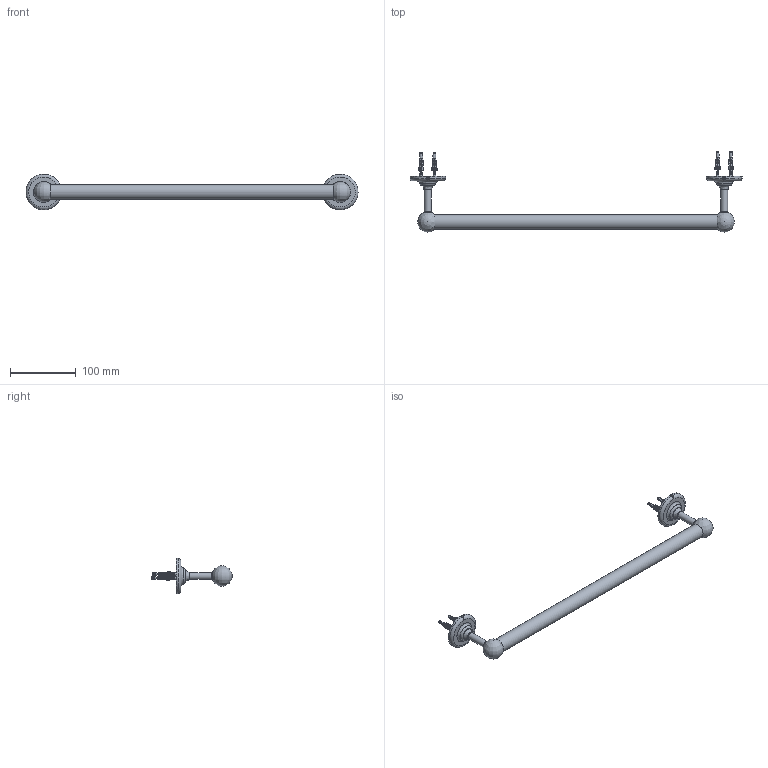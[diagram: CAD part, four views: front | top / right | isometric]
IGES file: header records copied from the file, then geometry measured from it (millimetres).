
Global section: file name: N4355-45-G; native system: Autodesk Inventor 2014; preprocessor: unknown; author: aprice; date: 20140707.154214; units: millimetre
Bounding box: 504 x 122 x 54 mm (x, y, z)
Volume: 228354.3 mm3; surface area: 71140.9 mm2
Topology: 21 solids, 21 shells, 1193 faces, 3539 edges, 2366 vertices
Faces by surface type: bspline 1193
